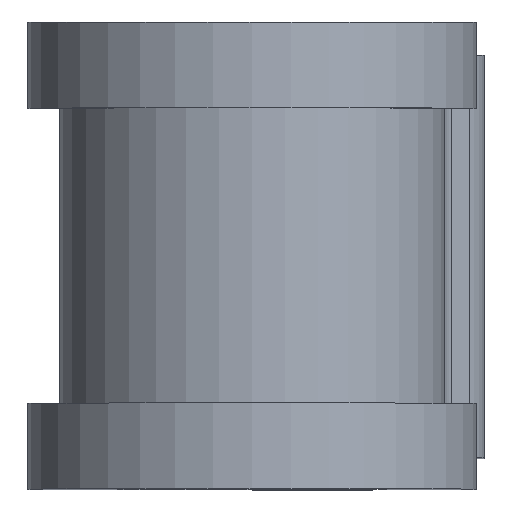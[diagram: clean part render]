
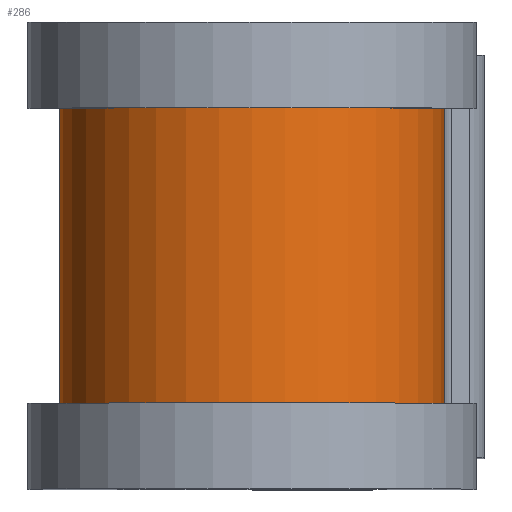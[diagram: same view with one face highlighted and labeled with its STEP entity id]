
A CAD part, top view. The second image highlights one B-rep face of the part: STEP entity #286.
In plain terms, the highlighted cylindrical face has radius 9.093 mm (diameter 18.186 mm), a partial arc.
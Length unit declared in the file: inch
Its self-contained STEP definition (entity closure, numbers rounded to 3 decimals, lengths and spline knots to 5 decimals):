
#21 = VERTEX_POINT ( 'NONE', #170 ) ;
#24 = VERTEX_POINT ( 'NONE', #424 ) ;
#113 = DIRECTION ( 'NONE',  ( 0., 0., -1. ) ) ;
#125 = EDGE_CURVE ( 'NONE', #1591, #21, #1784, .T. ) ;
#166 = CARTESIAN_POINT ( 'NONE',  ( 0.358, 0.275, 0.5 ) ) ;
#170 = CARTESIAN_POINT ( 'NONE',  ( -0.358, -0.275, 0.5 ) ) ;
#286 = ADVANCED_FACE ( 'NONE', ( #1409 ), #1005, .T. ) ;
#358 = CARTESIAN_POINT ( 'NONE',  ( 0., -0.275, 0.5 ) ) ;
#424 = CARTESIAN_POINT ( 'NONE',  ( 0.358, -0.275, 0.5 ) ) ;
#488 = CIRCLE ( 'NONE', #1326, 0.358 ) ;
#526 = DIRECTION ( 'NONE',  ( 0., 0., -1. ) ) ;
#723 = EDGE_CURVE ( 'NONE', #1985, #24, #797, .T. ) ;
#797 = LINE ( 'NONE', #1213, #2021 ) ;
#822 = CARTESIAN_POINT ( 'NONE',  ( -0.358, 0.275, 0.5 ) ) ;
#832 = AXIS2_PLACEMENT_3D ( 'NONE', #1190, #1346, #1184 ) ;
#987 = AXIS2_PLACEMENT_3D ( 'NONE', #358, #1479, #526 ) ;
#1005 = CYLINDRICAL_SURFACE ( 'NONE', #832, 0.358 ) ;
#1100 = DIRECTION ( 'NONE',  ( 0., -1., 0. ) ) ;
#1149 = EDGE_CURVE ( 'NONE', #24, #21, #1548, .T. ) ;
#1184 = DIRECTION ( 'NONE',  ( 0., 0., -1. ) ) ;
#1190 = CARTESIAN_POINT ( 'NONE',  ( 0., 0.375, 0.5 ) ) ;
#1213 = CARTESIAN_POINT ( 'NONE',  ( 0.358, 0.375, 0.5 ) ) ;
#1258 = EDGE_LOOP ( 'NONE', ( #1653, #1631, #1598, #1576 ) ) ;
#1301 = VECTOR ( 'NONE', #1682, 39.37008 ) ;
#1326 = AXIS2_PLACEMENT_3D ( 'NONE', #2084, #1100, #113 ) ;
#1346 = DIRECTION ( 'NONE',  ( 0., -1., 0. ) ) ;
#1377 = DIRECTION ( 'NONE',  ( 0., -1., 0. ) ) ;
#1409 = FACE_OUTER_BOUND ( 'NONE', #1258, .T. ) ;
#1479 = DIRECTION ( 'NONE',  ( 0., -1., 0. ) ) ;
#1548 = CIRCLE ( 'NONE', #987, 0.358 ) ;
#1570 = EDGE_CURVE ( 'NONE', #1985, #1591, #488, .T. ) ;
#1576 = ORIENTED_EDGE ( 'NONE', *, *, #1149, .F. ) ;
#1591 = VERTEX_POINT ( 'NONE', #822 ) ;
#1598 = ORIENTED_EDGE ( 'NONE', *, *, #125, .T. ) ;
#1631 = ORIENTED_EDGE ( 'NONE', *, *, #1570, .T. ) ;
#1653 = ORIENTED_EDGE ( 'NONE', *, *, #723, .F. ) ;
#1682 = DIRECTION ( 'NONE',  ( 0., -1., 0. ) ) ;
#1784 = LINE ( 'NONE', #1851, #1301 ) ;
#1851 = CARTESIAN_POINT ( 'NONE',  ( -0.358, 0.375, 0.5 ) ) ;
#1985 = VERTEX_POINT ( 'NONE', #166 ) ;
#2021 = VECTOR ( 'NONE', #1377, 39.37008 ) ;
#2084 = CARTESIAN_POINT ( 'NONE',  ( 0., 0.275, 0.5 ) ) ;
